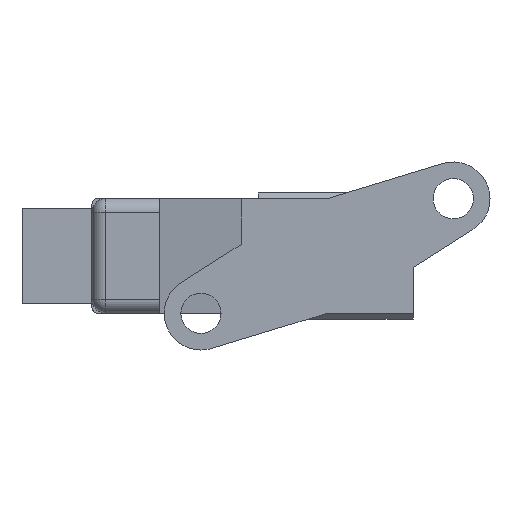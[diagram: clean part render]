
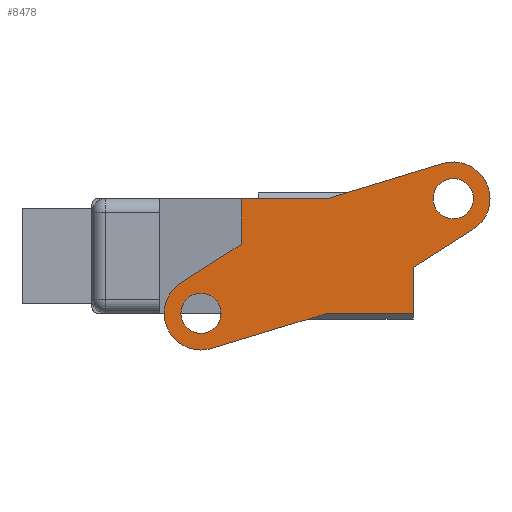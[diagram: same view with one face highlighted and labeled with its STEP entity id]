
A CAD part, left-side view. The second image highlights one B-rep face of the part: STEP entity #8478.
In plain terms, the highlighted face is planar.
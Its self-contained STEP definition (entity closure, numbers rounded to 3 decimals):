
#2323 = VECTOR ( 'NONE', #2672, 1000. ) ;
#2324 = CARTESIAN_POINT ( 'NONE',  ( -7.5, 2., -5. ) ) ;
#2325 = LINE ( 'NONE', #2324, #2323 ) ;
#2326 = CARTESIAN_POINT ( 'NONE',  ( 0., 2., -5. ) ) ;
#2327 = DIRECTION ( 'NONE',  ( -0.957, 0., 0.291 ) ) ;
#2328 = VECTOR ( 'NONE', #2327, 1000. ) ;
#2331 = CARTESIAN_POINT ( 'NONE',  ( 10.069, 2., -8.062 ) ) ;
#2332 = LINE ( 'NONE', #2331, #2328 ) ;
#2348 = CARTESIAN_POINT ( 'NONE',  ( 12.711, 2., -2.296 ) ) ;
#2349 = DIRECTION ( 'NONE',  ( 0.845, 0., -0.535 ) ) ;
#2350 = VECTOR ( 'NONE', #2349, 1000. ) ;
#2351 = CARTESIAN_POINT ( 'NONE',  ( 12.711, 2., -2.296 ) ) ;
#2352 = LINE ( 'NONE', #2351, #2350 ) ;
#2353 = CARTESIAN_POINT ( 'NONE',  ( 7.5, 2., 1. ) ) ;
#2354 = DIRECTION ( 'NONE',  ( 0., 0., -1. ) ) ;
#2355 = VECTOR ( 'NONE', #2354, 1000. ) ;
#2356 = CARTESIAN_POINT ( 'NONE',  ( 7.5, 2., 1. ) ) ;
#2357 = LINE ( 'NONE', #2356, #2355 ) ;
#2358 = CARTESIAN_POINT ( 'NONE',  ( 7.5, 2., 5. ) ) ;
#2359 = DIRECTION ( 'NONE',  ( 1., 0., 0. ) ) ;
#2360 = VECTOR ( 'NONE', #2359, 1000. ) ;
#2361 = CARTESIAN_POINT ( 'NONE',  ( 0., 2., 5. ) ) ;
#2362 = LINE ( 'NONE', #2361, #2360 ) ;
#2363 = CARTESIAN_POINT ( 'NONE',  ( 0., 2., 5. ) ) ;
#2364 = DIRECTION ( 'NONE',  ( 0.957, 0., -0.291 ) ) ;
#2538 = VECTOR ( 'NONE', #2364, 1000. ) ;
#2539 = CARTESIAN_POINT ( 'NONE',  ( -10.069, 2., 8.062 ) ) ;
#2543 = LINE ( 'NONE', #2539, #2538 ) ;
#2557 = CARTESIAN_POINT ( 'NONE',  ( -11., 2., 6.75 ) ) ;
#2558 = CARTESIAN_POINT ( 'NONE',  ( -11., 2., 3.25 ) ) ;
#2559 = DIRECTION ( 'NONE',  ( 0., 0., 1. ) ) ;
#2560 = DIRECTION ( 'NONE',  ( 0., 1., 0. ) ) ;
#2561 = CARTESIAN_POINT ( 'NONE',  ( -11., 2., 5. ) ) ;
#2562 = AXIS2_PLACEMENT_3D ( 'NONE', #2561, #2560, #2559 ) ;
#2565 = CIRCLE ( 'NONE', #2562, 1.75 ) ;
#2652 = CARTESIAN_POINT ( 'NONE',  ( 10.069, 2., -8.062 ) ) ;
#2653 = CARTESIAN_POINT ( 'NONE',  ( 11., 2., -8.2 ) ) ;
#2654 = DIRECTION ( 'NONE',  ( 0., 0., 1. ) ) ;
#2655 = DIRECTION ( 'NONE',  ( 0., 1., 0. ) ) ;
#2656 = AXIS2_PLACEMENT_3D ( 'NONE', #2661, #2655, #2654 ) ;
#2657 = CIRCLE ( 'NONE', #2656, 3.2 ) ;
#2661 = CARTESIAN_POINT ( 'NONE',  ( 11., 2., -5. ) ) ;
#2667 = DIRECTION ( 'NONE',  ( 0., 0., 1. ) ) ;
#2668 = DIRECTION ( 'NONE',  ( 0., 1., 0. ) ) ;
#2669 = CARTESIAN_POINT ( 'NONE',  ( 11., 2., -5. ) ) ;
#2670 = AXIS2_PLACEMENT_3D ( 'NONE', #2669, #2668, #2667 ) ;
#2671 = CIRCLE ( 'NONE', #2670, 1.75 ) ;
#2672 = DIRECTION ( 'NONE',  ( -1., 0., 0. ) ) ;
#3278 = DIRECTION ( 'NONE',  ( 0., 0., 1. ) ) ;
#3279 = DIRECTION ( 'NONE',  ( 0., 1., 0. ) ) ;
#3280 = CARTESIAN_POINT ( 'NONE',  ( -11., 2., 5. ) ) ;
#3281 = AXIS2_PLACEMENT_3D ( 'NONE', #3280, #3279, #3278 ) ;
#3282 = CIRCLE ( 'NONE', #3281, 3.2 ) ;
#3283 = CARTESIAN_POINT ( 'NONE',  ( -12.711, 2., 2.296 ) ) ;
#3284 = DIRECTION ( 'NONE',  ( -0.845, 0., 0.535 ) ) ;
#3285 = VECTOR ( 'NONE', #3284, 1000. ) ;
#3286 = CARTESIAN_POINT ( 'NONE',  ( -12.711, 2., 2.296 ) ) ;
#3287 = LINE ( 'NONE', #3286, #3285 ) ;
#3288 = CARTESIAN_POINT ( 'NONE',  ( -7.5, 2., -1. ) ) ;
#3289 = CARTESIAN_POINT ( 'NONE',  ( -7.5, 2., -5. ) ) ;
#3290 = DIRECTION ( 'NONE',  ( 0., 0., 1. ) ) ;
#3291 = VECTOR ( 'NONE', #3290, 1000. ) ;
#3292 = CARTESIAN_POINT ( 'NONE',  ( -7.5, 2., -5. ) ) ;
#3293 = LINE ( 'NONE', #3292, #3291 ) ;
#3294 = DIRECTION ( 'NONE',  ( 0., 0., 1. ) ) ;
#3295 = DIRECTION ( 'NONE',  ( 0., 1., 0. ) ) ;
#3296 = CARTESIAN_POINT ( 'NONE',  ( -11., 2., 5. ) ) ;
#3297 = AXIS2_PLACEMENT_3D ( 'NONE', #3296, #3295, #3294 ) ;
#3298 = CIRCLE ( 'NONE', #3297, 1.75 ) ;
#3299 = CARTESIAN_POINT ( 'NONE',  ( 11., 2., -6.75 ) ) ;
#3300 = DIRECTION ( 'NONE',  ( 0., 0., 1. ) ) ;
#3301 = DIRECTION ( 'NONE',  ( 0., 1., 0. ) ) ;
#3302 = CARTESIAN_POINT ( 'NONE',  ( 11., 2., -5. ) ) ;
#3303 = AXIS2_PLACEMENT_3D ( 'NONE', #3302, #3301, #3300 ) ;
#3304 = CIRCLE ( 'NONE', #3303, 1.75 ) ;
#3305 = DIRECTION ( 'NONE',  ( 0., 0., 1. ) ) ;
#3306 = DIRECTION ( 'NONE',  ( 0., 1., 0. ) ) ;
#3307 = CARTESIAN_POINT ( 'NONE',  ( 11., 2., -5. ) ) ;
#3308 = AXIS2_PLACEMENT_3D ( 'NONE', #3307, #3306, #3305 ) ;
#3309 = CIRCLE ( 'NONE', #3308, 3.2 ) ;
#3464 = DIRECTION ( 'NONE',  ( 0., 0., 1. ) ) ;
#3465 = DIRECTION ( 'NONE',  ( 0., 1., 0. ) ) ;
#3466 = CARTESIAN_POINT ( 'NONE',  ( -11., 2., 5. ) ) ;
#3468 = AXIS2_PLACEMENT_3D ( 'NONE', #3466, #3465, #3464 ) ;
#3469 = PLANE ( 'NONE',  #3468 ) ;
#3470 = FACE_BOUND ( 'NONE', #7274, .T. ) ;
#3471 = FACE_OUTER_BOUND ( 'NONE', #8511, .T. ) ;
#3472 = FACE_BOUND ( 'NONE', #8479, .T. ) ;
#3647 = CARTESIAN_POINT ( 'NONE',  ( 11., 2., -3.25 ) ) ;
#3651 = CARTESIAN_POINT ( 'NONE',  ( -10.069, 2., 8.062 ) ) ;
#7190 = EDGE_CURVE ( 'NONE', #7191, #7192, #2565, .T. ) ;
#7191 = VERTEX_POINT ( 'NONE', #2558 ) ;
#7192 = VERTEX_POINT ( 'NONE', #2557 ) ;
#7201 = ORIENTED_EDGE ( 'NONE', *, *, #7202, .T. ) ;
#7202 = EDGE_CURVE ( 'NONE', #8683, #7203, #2543, .T. ) ;
#7203 = VERTEX_POINT ( 'NONE', #2363 ) ;
#7204 = ORIENTED_EDGE ( 'NONE', *, *, #7205, .T. ) ;
#7205 = EDGE_CURVE ( 'NONE', #7203, #7206, #2362, .T. ) ;
#7206 = VERTEX_POINT ( 'NONE', #2358 ) ;
#7207 = ORIENTED_EDGE ( 'NONE', *, *, #7208, .T. ) ;
#7208 = EDGE_CURVE ( 'NONE', #7206, #7209, #2357, .T. ) ;
#7209 = VERTEX_POINT ( 'NONE', #2353 ) ;
#7210 = ORIENTED_EDGE ( 'NONE', *, *, #7211, .T. ) ;
#7211 = EDGE_CURVE ( 'NONE', #7209, #7212, #2352, .T. ) ;
#7212 = VERTEX_POINT ( 'NONE', #2348 ) ;
#7270 = EDGE_CURVE ( 'NONE', #7283, #7271, #2332, .T. ) ;
#7271 = VERTEX_POINT ( 'NONE', #2326 ) ;
#7272 = ORIENTED_EDGE ( 'NONE', *, *, #7273, .T. ) ;
#7273 = EDGE_CURVE ( 'NONE', #7271, #8514, #2325, .T. ) ;
#7274 = EDGE_LOOP ( 'NONE', ( #7275, #7276 ) ) ;
#7275 = ORIENTED_EDGE ( 'NONE', *, *, #8507, .F. ) ;
#7276 = ORIENTED_EDGE ( 'NONE', *, *, #7277, .F. ) ;
#7277 = EDGE_CURVE ( 'NONE', #8684, #8508, #2671, .T. ) ;
#7281 = EDGE_CURVE ( 'NONE', #7282, #7283, #2657, .T. ) ;
#7282 = VERTEX_POINT ( 'NONE', #2653 ) ;
#7283 = VERTEX_POINT ( 'NONE', #2652 ) ;
#8478 = ADVANCED_FACE ( 'NONE', ( #3472, #3471, #3470 ), #3469, .T. ) ;
#8479 = EDGE_LOOP ( 'NONE', ( #8480, #8509 ) ) ;
#8480 = ORIENTED_EDGE ( 'NONE', *, *, #7190, .F. ) ;
#8502 = ORIENTED_EDGE ( 'NONE', *, *, #8503, .T. ) ;
#8503 = EDGE_CURVE ( 'NONE', #7212, #7282, #3309, .T. ) ;
#8504 = ORIENTED_EDGE ( 'NONE', *, *, #7281, .T. ) ;
#8505 = ORIENTED_EDGE ( 'NONE', *, *, #7270, .T. ) ;
#8507 = EDGE_CURVE ( 'NONE', #8508, #8684, #3304, .T. ) ;
#8508 = VERTEX_POINT ( 'NONE', #3299 ) ;
#8509 = ORIENTED_EDGE ( 'NONE', *, *, #8510, .F. ) ;
#8510 = EDGE_CURVE ( 'NONE', #7192, #7191, #3298, .T. ) ;
#8511 = EDGE_LOOP ( 'NONE', ( #8512, #8516, #8519, #7201, #7204, #7207, #7210, #8502, #8504, #8505, #7272 ) ) ;
#8512 = ORIENTED_EDGE ( 'NONE', *, *, #8513, .T. ) ;
#8513 = EDGE_CURVE ( 'NONE', #8514, #8515, #3293, .T. ) ;
#8514 = VERTEX_POINT ( 'NONE', #3289 ) ;
#8515 = VERTEX_POINT ( 'NONE', #3288 ) ;
#8516 = ORIENTED_EDGE ( 'NONE', *, *, #8517, .T. ) ;
#8517 = EDGE_CURVE ( 'NONE', #8515, #8518, #3287, .T. ) ;
#8518 = VERTEX_POINT ( 'NONE', #3283 ) ;
#8519 = ORIENTED_EDGE ( 'NONE', *, *, #8520, .T. ) ;
#8520 = EDGE_CURVE ( 'NONE', #8518, #8683, #3282, .T. ) ;
#8683 = VERTEX_POINT ( 'NONE', #3651 ) ;
#8684 = VERTEX_POINT ( 'NONE', #3647 ) ;
